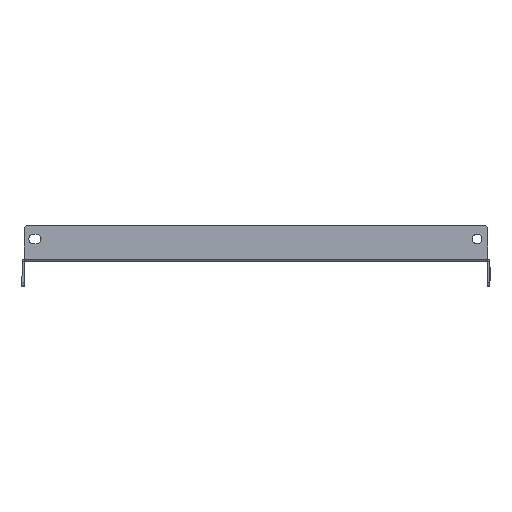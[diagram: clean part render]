
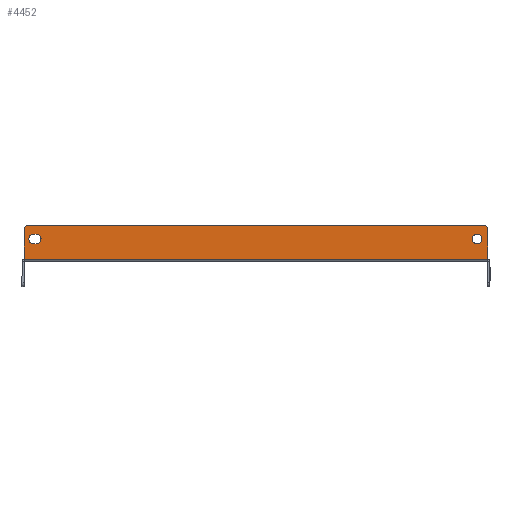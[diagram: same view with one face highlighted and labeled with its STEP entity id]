
A CAD part, left-side view. The second image highlights one B-rep face of the part: STEP entity #4452.
In plain terms, the highlighted planar face has unit normal (-1, 0, 0).
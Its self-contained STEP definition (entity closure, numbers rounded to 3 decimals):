
#146 = CARTESIAN_POINT ( 'NONE',  ( -249.5, -162.49, 16.5 ) ) ;
#157 = DIRECTION ( 'NONE',  ( -1., 0., 0. ) ) ;
#158 = DIRECTION ( 'NONE',  ( 0., 0., 1. ) ) ;
#1161 = DIRECTION ( 'NONE',  ( 0., 1., 0. ) ) ;
#1162 = CARTESIAN_POINT ( 'NONE',  ( -249.5, -170.49, 26.5 ) ) ;
#1168 = DIRECTION ( 'NONE',  ( 0., 0., -1. ) ) ;
#1170 = DIRECTION ( 'NONE',  ( -1., 0., 0. ) ) ;
#1174 = CARTESIAN_POINT ( 'NONE',  ( -249.5, -167.49, 23.5 ) ) ;
#1175 = DIRECTION ( 'NONE',  ( 0., -1., 0. ) ) ;
#1178 = DIRECTION ( 'NONE',  ( 0., 0., 1. ) ) ;
#1179 = DIRECTION ( 'NONE',  ( -1., 0., 0. ) ) ;
#1181 = CARTESIAN_POINT ( 'NONE',  ( -249.5, -162.49, 16.5 ) ) ;
#1182 = DIRECTION ( 'NONE',  ( 0., 0., 1. ) ) ;
#1183 = DIRECTION ( 'NONE',  ( -1., 0., 0. ) ) ;
#1186 = CARTESIAN_POINT ( 'NONE',  ( -249.5, 161.49, 16.5 ) ) ;
#1187 = DIRECTION ( 'NONE',  ( 0., 1., 0. ) ) ;
#1188 = CARTESIAN_POINT ( 'NONE',  ( -249.5, 163.49, 20. ) ) ;
#1190 = DIRECTION ( 'NONE',  ( 0., 0., -1. ) ) ;
#1191 = CARTESIAN_POINT ( 'NONE',  ( -249.5, 170.49, 1.5 ) ) ;
#1196 = DIRECTION ( 'NONE',  ( 0., 0., -1. ) ) ;
#1198 = DIRECTION ( 'NONE',  ( -1., 0., 0. ) ) ;
#1201 = CARTESIAN_POINT ( 'NONE',  ( -249.5, 167.49, 23.5 ) ) ;
#1207 = CARTESIAN_POINT ( 'NONE',  ( -249.5, 163.49, 13. ) ) ;
#1212 = DIRECTION ( 'NONE',  ( 0., 1., 0. ) ) ;
#1214 = CARTESIAN_POINT ( 'NONE',  ( -249.5, 170.49, 1.51 ) ) ;
#1243 = DIRECTION ( 'NONE',  ( 0., 0., 1. ) ) ;
#1245 = DIRECTION ( 'NONE',  ( -1., 0., 0. ) ) ;
#1247 = CARTESIAN_POINT ( 'NONE',  ( -249.5, 163.49, 16.5 ) ) ;
#1257 = DIRECTION ( 'NONE',  ( 0., 0., 1. ) ) ;
#1260 = CARTESIAN_POINT ( 'NONE',  ( -249.5, -170.49, 1.5 ) ) ;
#1819 = DIRECTION ( 'NONE',  ( 0., 0., -1. ) ) ;
#1820 = DIRECTION ( 'NONE',  ( 1., 0., 0. ) ) ;
#1821 = PLANE ( 'NONE',  #6182 ) ;
#1827 = CARTESIAN_POINT ( 'NONE',  ( -249.5, -170.49, 1.5 ) ) ;
#1983 = CARTESIAN_POINT ( 'NONE',  ( -249.5, 167.49, 26.5 ) ) ;
#1986 = CARTESIAN_POINT ( 'NONE',  ( -249.5, -167.49, 26.5 ) ) ;
#1988 = CARTESIAN_POINT ( 'NONE',  ( -249.5, -170.49, 23.5 ) ) ;
#1992 = CARTESIAN_POINT ( 'NONE',  ( -249.5, 170.49, 23.5 ) ) ;
#1995 = CARTESIAN_POINT ( 'NONE',  ( -249.5, 163.49, 20. ) ) ;
#1997 = CARTESIAN_POINT ( 'NONE',  ( -249.5, 161.49, 13. ) ) ;
#1998 = CARTESIAN_POINT ( 'NONE',  ( -249.5, 163.49, 13. ) ) ;
#1999 = CARTESIAN_POINT ( 'NONE',  ( -249.5, 161.49, 20. ) ) ;
#2013 = CARTESIAN_POINT ( 'NONE',  ( -249.5, -170.49, 1.51 ) ) ;
#2017 = CARTESIAN_POINT ( 'NONE',  ( -249.5, 170.49, 1.51 ) ) ;
#2229 = CARTESIAN_POINT ( 'NONE',  ( -249.5, -162.49, 20. ) ) ;
#2233 = CARTESIAN_POINT ( 'NONE',  ( -249.5, -162.49, 13. ) ) ;
#2350 = VERTEX_POINT ( 'NONE', #2233 ) ;
#2354 = VERTEX_POINT ( 'NONE', #2229 ) ;
#2566 = VERTEX_POINT ( 'NONE', #2017 ) ;
#2570 = VERTEX_POINT ( 'NONE', #2013 ) ;
#2584 = VERTEX_POINT ( 'NONE', #1999 ) ;
#2585 = VERTEX_POINT ( 'NONE', #1998 ) ;
#2586 = VERTEX_POINT ( 'NONE', #1997 ) ;
#2588 = VERTEX_POINT ( 'NONE', #1995 ) ;
#2591 = VERTEX_POINT ( 'NONE', #1992 ) ;
#2595 = VERTEX_POINT ( 'NONE', #1988 ) ;
#2597 = VERTEX_POINT ( 'NONE', #1986 ) ;
#2600 = VERTEX_POINT ( 'NONE', #1983 ) ;
#3594 = CIRCLE ( 'NONE', #5960, 3.5 ) ;
#4014 = EDGE_LOOP ( 'NONE', ( #5777, #5417 ) ) ;
#4041 = EDGE_LOOP ( 'NONE', ( #5616, #5472, #5868, #5400, #5544, #5922 ) ) ;
#4056 = EDGE_LOOP ( 'NONE', ( #5508, #5436, #5796, #5688 ) ) ;
#4413 = FACE_BOUND ( 'NONE', #4056, .T. ) ;
#4415 = FACE_OUTER_BOUND ( 'NONE', #4041, .T. ) ;
#4452 = ADVANCED_FACE ( 'NONE', ( #5256, #4413, #4415 ), #1821, .F. ) ;
#4677 = CIRCLE ( 'NONE', #5990, 3. ) ;
#4678 = VECTOR ( 'NONE', #1212, 1000. ) ;
#4691 = CIRCLE ( 'NONE', #5991, 3.5 ) ;
#4692 = VECTOR ( 'NONE', #1190, 1000. ) ;
#4705 = VECTOR ( 'NONE', #1161, 1000. ) ;
#4706 = VECTOR ( 'NONE', #1175, 1000. ) ;
#4707 = LINE ( 'NONE', #1214, #4678 ) ;
#4719 = LINE ( 'NONE', #1207, #4706 ) ;
#4720 = LINE ( 'NONE', #1191, #4692 ) ;
#4734 = CIRCLE ( 'NONE', #5994, 3.5 ) ;
#4735 = CIRCLE ( 'NONE', #5992, 3. ) ;
#4738 = CIRCLE ( 'NONE', #5997, 3.5 ) ;
#4739 = VECTOR ( 'NONE', #1257, 1000. ) ;
#4751 = LINE ( 'NONE', #1188, #4780 ) ;
#4766 = LINE ( 'NONE', #1260, #4739 ) ;
#4779 = LINE ( 'NONE', #1162, #4705 ) ;
#4780 = VECTOR ( 'NONE', #1187, 1000. ) ;
#5017 = EDGE_CURVE ( 'NONE', #2570, #2595, #4766, .T. ) ;
#5020 = EDGE_CURVE ( 'NONE', #2588, #2585, #4738, .T. ) ;
#5028 = EDGE_CURVE ( 'NONE', #2570, #2566, #4707, .T. ) ;
#5032 = EDGE_CURVE ( 'NONE', #2600, #2591, #4735, .T. ) ;
#5034 = EDGE_CURVE ( 'NONE', #2591, #2566, #4720, .T. ) ;
#5035 = EDGE_CURVE ( 'NONE', #2584, #2588, #4751, .T. ) ;
#5036 = EDGE_CURVE ( 'NONE', #2586, #2584, #4734, .T. ) ;
#5037 = EDGE_CURVE ( 'NONE', #2354, #2350, #4691, .T. ) ;
#5038 = EDGE_CURVE ( 'NONE', #2585, #2586, #4719, .T. ) ;
#5039 = EDGE_CURVE ( 'NONE', #2595, #2597, #4677, .T. ) ;
#5041 = EDGE_CURVE ( 'NONE', #2597, #2600, #4779, .T. ) ;
#5256 = FACE_BOUND ( 'NONE', #4014, .T. ) ;
#5400 = ORIENTED_EDGE ( 'NONE', *, *, #5032, .T. ) ;
#5417 = ORIENTED_EDGE ( 'NONE', *, *, #6223, .F. ) ;
#5436 = ORIENTED_EDGE ( 'NONE', *, *, #5020, .F. ) ;
#5472 = ORIENTED_EDGE ( 'NONE', *, *, #5039, .T. ) ;
#5508 = ORIENTED_EDGE ( 'NONE', *, *, #5038, .F. ) ;
#5544 = ORIENTED_EDGE ( 'NONE', *, *, #5034, .T. ) ;
#5616 = ORIENTED_EDGE ( 'NONE', *, *, #5017, .T. ) ;
#5688 = ORIENTED_EDGE ( 'NONE', *, *, #5036, .F. ) ;
#5777 = ORIENTED_EDGE ( 'NONE', *, *, #5037, .F. ) ;
#5796 = ORIENTED_EDGE ( 'NONE', *, *, #5035, .F. ) ;
#5868 = ORIENTED_EDGE ( 'NONE', *, *, #5041, .T. ) ;
#5922 = ORIENTED_EDGE ( 'NONE', *, *, #5028, .F. ) ;
#5960 = AXIS2_PLACEMENT_3D ( 'NONE', #146, #157, #158 ) ;
#5990 = AXIS2_PLACEMENT_3D ( 'NONE', #1174, #1170, #1168 ) ;
#5991 = AXIS2_PLACEMENT_3D ( 'NONE', #1181, #1179, #1178 ) ;
#5992 = AXIS2_PLACEMENT_3D ( 'NONE', #1201, #1198, #1196 ) ;
#5994 = AXIS2_PLACEMENT_3D ( 'NONE', #1186, #1183, #1182 ) ;
#5997 = AXIS2_PLACEMENT_3D ( 'NONE', #1247, #1245, #1243 ) ;
#6182 = AXIS2_PLACEMENT_3D ( 'NONE', #1827, #1820, #1819 ) ;
#6223 = EDGE_CURVE ( 'NONE', #2350, #2354, #3594, .T. ) ;
